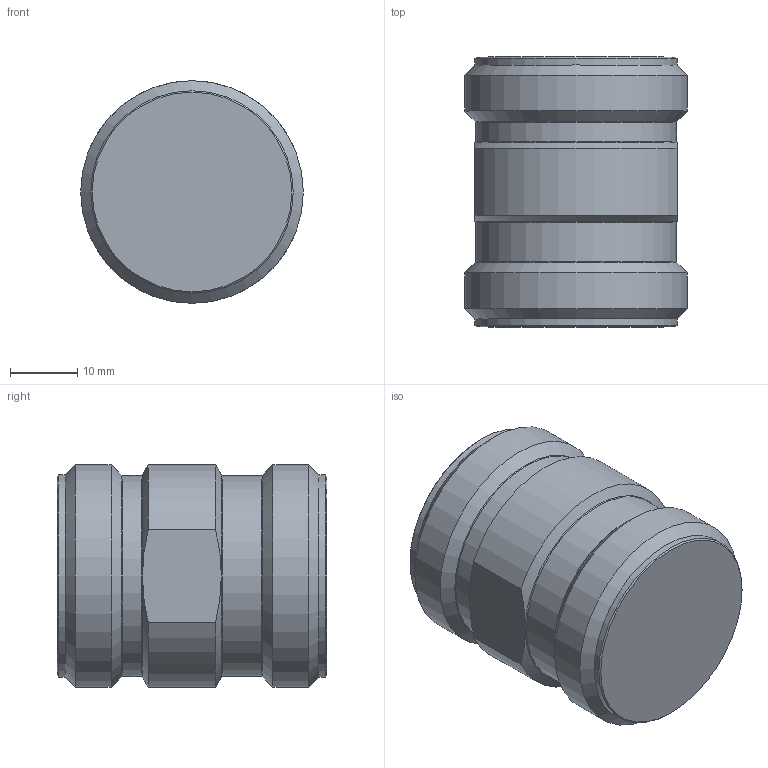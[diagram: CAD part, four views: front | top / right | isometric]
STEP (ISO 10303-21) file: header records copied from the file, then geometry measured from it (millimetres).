
FILE_DESCRIPTION(/* description */ ('CATIA V5 STEP Exchange'),/* implementation_level */ '2;1');
FILE_NAME(/* name */ 'F0007672 Check Body 3047 series 1 inch.stp',/* time_stamp */ '2025-08-25T14:54:12-05:00',/* author */ ('ischreiner'),/* organization */ ('none'),/* preprocessor_version */ 'ST-DEVELOPER v20',/* originating_system */ 'Autodesk Inventor 2025',/* authorisation */ 'none');
FILE_SCHEMA (('AUTOMOTIVE_DESIGN { 1 0 10303 214 3 1 1 }'));
Length unit declared in the file: millimetre
Products named in the file (1): F0007672 Check Body 3047 series 1 inch
Bounding box: 33 x 40 x 33 mm (x, y, z)
Volume: 31505.4 mm3; surface area: 5774.9 mm2
Topology: 1 solids, 1 shells, 26 faces, 54 edges, 30 vertices
Faces by surface type: cone 10, cylinder 8, plane 4, torus 4
Full cylindrical faces by diameter (mm): 29.8 x2, 30 x2, 33 x2
Entity records: 795 total; most frequent: CARTESIAN_POINT 163, DIRECTION 130, ORIENTED_EDGE 108, AXIS2_PLACEMENT_3D 57, EDGE_CURVE 54, CIRCLE 30, VERTEX_POINT 30, STYLED_ITEM 27
